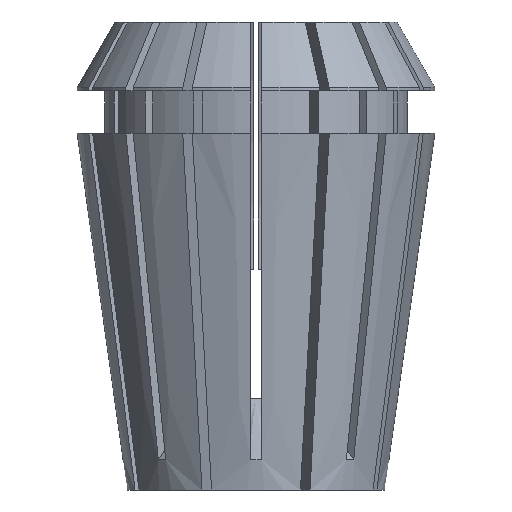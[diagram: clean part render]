
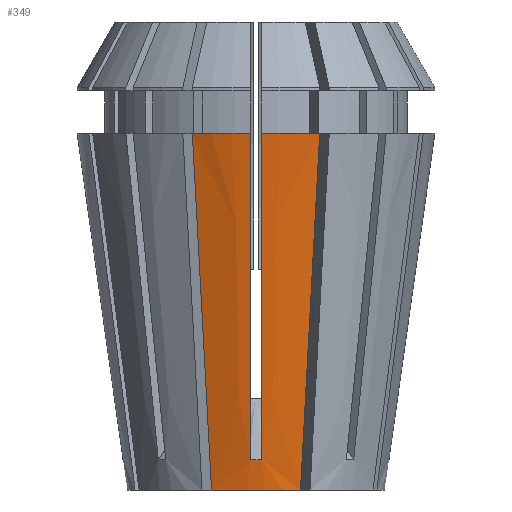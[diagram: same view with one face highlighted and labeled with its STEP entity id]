
A CAD part, left-side view. The second image highlights one B-rep face of the part: STEP entity #349.
In plain terms, the highlighted conical face has half-angle 8 degrees and reference radius 9.36 mm.
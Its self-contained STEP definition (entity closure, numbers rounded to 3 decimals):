
#131 = VERTEX_POINT ( 'NONE', #2933 ) ;
#197 = CARTESIAN_POINT ( 'NONE',  ( -12.995, -0.375, 25.9 ) ) ;
#340 = CARTESIAN_POINT ( 'NONE',  ( 0., 0., 25.9 ) ) ;
#349 = ADVANCED_FACE ( 'NONE', ( #2893 ), #4207, .T. ) ;
#476 = B_SPLINE_CURVE_WITH_KNOTS ( 'NONE', 3,
 ( #2278, #5134, #3461, #6856 ),
 .UNSPECIFIED., .F., .F.,
 ( 4, 4 ),
 ( 0., 0.001 ),
 .UNSPECIFIED. ) ;
#598 = B_SPLINE_CURVE_WITH_KNOTS ( 'NONE', 3,
 ( #6027, #2061, #3173, #874, #2620, #4919, #2716, #2263, #5335, #1341 ),
 .UNSPECIFIED., .F., .F.,
 ( 4, 3, 3, 4 ),
 ( 0.051, 0.057, 0.074, 0.075 ),
 .UNSPECIFIED. ) ;
#629 = CARTESIAN_POINT ( 'NONE',  ( -9.213, -3.41, 3.298 ) ) ;
#739 = CARTESIAN_POINT ( 'NONE',  ( 0., 0., 0. ) ) ;
#800 = AXIS2_PLACEMENT_3D ( 'NONE', #340, #1975, #1426 ) ;
#874 = CARTESIAN_POINT ( 'NONE',  ( -12.215, 0.375, 20.351 ) ) ;
#885 = CARTESIAN_POINT ( 'NONE',  ( -8.927, 3.292, 1.099 ) ) ;
#940 = CARTESIAN_POINT ( 'NONE',  ( -9.213, 3.41, 3.298 ) ) ;
#1004 = CARTESIAN_POINT ( 'NONE',  ( -9.814, -0.375, 3.277 ) ) ;
#1009 = DIRECTION ( 'NONE',  ( 0., 0., -1. ) ) ;
#1036 = CARTESIAN_POINT ( 'NONE',  ( -12.995, -0.375, 25.9 ) ) ;
#1142 = CARTESIAN_POINT ( 'NONE',  ( -12.149, -4.626, 25.9 ) ) ;
#1163 = DIRECTION ( 'NONE',  ( -1., 0., 0. ) ) ;
#1209 = CARTESIAN_POINT ( 'NONE',  ( -8.927, -3.292, 1.099 ) ) ;
#1259 = CARTESIAN_POINT ( 'NONE',  ( -10.192, -3.816, 10.832 ) ) ;
#1341 = CARTESIAN_POINT ( 'NONE',  ( -9.663, 0.375, 2.206 ) ) ;
#1392 = VERTEX_POINT ( 'NONE', #3143 ) ;
#1426 = DIRECTION ( 'NONE',  ( -1., 0., 0. ) ) ;
#1458 = EDGE_CURVE ( 'NONE', #2623, #5292, #5754, .T. ) ;
#1538 = CARTESIAN_POINT ( 'NONE',  ( -12.215, -0.375, 20.351 ) ) ;
#1608 = EDGE_CURVE ( 'NONE', #1955, #131, #1848, .T. ) ;
#1642 = CARTESIAN_POINT ( 'NONE',  ( -11.415, -0.375, 14.66 ) ) ;
#1702 = ORIENTED_EDGE ( 'NONE', *, *, #1608, .T. ) ;
#1743 = CIRCLE ( 'NONE', #7432, 13. ) ;
#1795 = CARTESIAN_POINT ( 'NONE',  ( -9.07, -3.351, 2.199 ) ) ;
#1848 = B_SPLINE_CURVE_WITH_KNOTS ( 'NONE', 3,
 ( #1036, #2253, #6252, #1538, #1642, #4484, #1004, #6733, #2726, #6183 ),
 .UNSPECIFIED., .F., .F.,
 ( 4, 3, 3, 4 ),
 ( 0.051, 0.057, 0.074, 0.075 ),
 .UNSPECIFIED. ) ;
#1865 = DIRECTION ( 'NONE',  ( 1., 0., 0. ) ) ;
#1955 = VERTEX_POINT ( 'NONE', #197 ) ;
#1975 = DIRECTION ( 'NONE',  ( 0., 0., -1. ) ) ;
#2061 = CARTESIAN_POINT ( 'NONE',  ( -12.735, 0.375, 24.05 ) ) ;
#2069 = CARTESIAN_POINT ( 'NONE',  ( -12.149, 4.626, 25.9 ) ) ;
#2186 = EDGE_CURVE ( 'NONE', #4581, #3527, #6518, .T. ) ;
#2250 = DIRECTION ( 'NONE',  ( 0., 0., -1. ) ) ;
#2253 = CARTESIAN_POINT ( 'NONE',  ( -12.735, -0.375, 24.05 ) ) ;
#2263 = CARTESIAN_POINT ( 'NONE',  ( -9.764, 0.375, 2.92 ) ) ;
#2278 = CARTESIAN_POINT ( 'NONE',  ( -9.663, 0.375, 2.206 ) ) ;
#2387 = CIRCLE ( 'NONE', #6646, 9.36 ) ;
#2517 = AXIS2_PLACEMENT_3D ( 'NONE', #739, #7120, #1865 ) ;
#2620 = CARTESIAN_POINT ( 'NONE',  ( -11.415, 0.375, 14.66 ) ) ;
#2623 = VERTEX_POINT ( 'NONE', #2069 ) ;
#2716 = CARTESIAN_POINT ( 'NONE',  ( -9.814, 0.375, 3.277 ) ) ;
#2726 = CARTESIAN_POINT ( 'NONE',  ( -9.713, -0.375, 2.563 ) ) ;
#2752 = DIRECTION ( 'NONE',  ( -1., 0., 0. ) ) ;
#2893 = FACE_OUTER_BOUND ( 'NONE', #3086, .T. ) ;
#2933 = CARTESIAN_POINT ( 'NONE',  ( -9.663, -0.375, 2.206 ) ) ;
#2938 = EDGE_CURVE ( 'NONE', #3527, #5292, #2387, .T. ) ;
#3033 = ORIENTED_EDGE ( 'NONE', *, *, #2938, .F. ) ;
#3086 = EDGE_LOOP ( 'NONE', ( #6535, #4091, #3033, #6458, #3664, #1702, #4104, #3693 ) ) ;
#3143 = CARTESIAN_POINT ( 'NONE',  ( -9.663, 0.375, 2.206 ) ) ;
#3173 = CARTESIAN_POINT ( 'NONE',  ( -12.475, 0.375, 22.201 ) ) ;
#3264 = CARTESIAN_POINT ( 'NONE',  ( -12.149, 4.626, 25.9 ) ) ;
#3315 = CARTESIAN_POINT ( 'NONE',  ( -8.784, -3.233, 0. ) ) ;
#3461 = CARTESIAN_POINT ( 'NONE',  ( -9.672, -0.125, 2.198 ) ) ;
#3527 = VERTEX_POINT ( 'NONE', #3315 ) ;
#3664 = ORIENTED_EDGE ( 'NONE', *, *, #6911, .T. ) ;
#3693 = ORIENTED_EDGE ( 'NONE', *, *, #7211, .F. ) ;
#3884 = EDGE_CURVE ( 'NONE', #4871, #2623, #6558, .T. ) ;
#4091 = ORIENTED_EDGE ( 'NONE', *, *, #1458, .T. ) ;
#4104 = ORIENTED_EDGE ( 'NONE', *, *, #5445, .F. ) ;
#4207 = CONICAL_SURFACE ( 'NONE', #2517, 9.36, 0.14 ) ;
#4484 = CARTESIAN_POINT ( 'NONE',  ( -10.614, -0.375, 8.969 ) ) ;
#4581 = VERTEX_POINT ( 'NONE', #1142 ) ;
#4622 = CARTESIAN_POINT ( 'NONE',  ( 0., 0., 0. ) ) ;
#4860 = CARTESIAN_POINT ( 'NONE',  ( -8.784, 3.233, 0. ) ) ;
#4871 = VERTEX_POINT ( 'NONE', #5142 ) ;
#4873 = CARTESIAN_POINT ( 'NONE',  ( -11.171, 4.221, 18.366 ) ) ;
#4902 = CARTESIAN_POINT ( 'NONE',  ( -10.192, 3.816, 10.832 ) ) ;
#4919 = CARTESIAN_POINT ( 'NONE',  ( -10.614, 0.375, 8.969 ) ) ;
#5134 = CARTESIAN_POINT ( 'NONE',  ( -9.672, 0.125, 2.198 ) ) ;
#5142 = CARTESIAN_POINT ( 'NONE',  ( -12.995, 0.375, 25.9 ) ) ;
#5246 = CARTESIAN_POINT ( 'NONE',  ( -8.784, -3.233, 0. ) ) ;
#5292 = VERTEX_POINT ( 'NONE', #4860 ) ;
#5335 = CARTESIAN_POINT ( 'NONE',  ( -9.713, 0.375, 2.563 ) ) ;
#5445 = EDGE_CURVE ( 'NONE', #1392, #131, #476, .T. ) ;
#5599 = CARTESIAN_POINT ( 'NONE',  ( 0., 0., 25.9 ) ) ;
#5754 = B_SPLINE_CURVE_WITH_KNOTS ( 'NONE', 3,
 ( #3264, #4873, #4902, #940, #6681, #885, #6089 ),
 .UNSPECIFIED., .F., .F.,
 ( 4, 3, 4 ),
 ( 0., 0.023, 0.026 ),
 .UNSPECIFIED. ) ;
#5867 = CARTESIAN_POINT ( 'NONE',  ( -12.149, -4.626, 25.9 ) ) ;
#6027 = CARTESIAN_POINT ( 'NONE',  ( -12.995, 0.375, 25.9 ) ) ;
#6089 = CARTESIAN_POINT ( 'NONE',  ( -8.784, 3.233, 0. ) ) ;
#6183 = CARTESIAN_POINT ( 'NONE',  ( -9.663, -0.375, 2.206 ) ) ;
#6252 = CARTESIAN_POINT ( 'NONE',  ( -12.475, -0.375, 22.201 ) ) ;
#6458 = ORIENTED_EDGE ( 'NONE', *, *, #2186, .F. ) ;
#6518 = B_SPLINE_CURVE_WITH_KNOTS ( 'NONE', 3,
 ( #5867, #7022, #1259, #629, #1795, #1209, #5246 ),
 .UNSPECIFIED., .F., .F.,
 ( 4, 3, 4 ),
 ( 0., 0.023, 0.026 ),
 .UNSPECIFIED. ) ;
#6535 = ORIENTED_EDGE ( 'NONE', *, *, #3884, .T. ) ;
#6558 = CIRCLE ( 'NONE', #800, 13. ) ;
#6646 = AXIS2_PLACEMENT_3D ( 'NONE', #4622, #2250, #1163 ) ;
#6681 = CARTESIAN_POINT ( 'NONE',  ( -9.07, 3.351, 2.199 ) ) ;
#6733 = CARTESIAN_POINT ( 'NONE',  ( -9.764, -0.375, 2.92 ) ) ;
#6856 = CARTESIAN_POINT ( 'NONE',  ( -9.663, -0.375, 2.206 ) ) ;
#6911 = EDGE_CURVE ( 'NONE', #4581, #1955, #1743, .T. ) ;
#7022 = CARTESIAN_POINT ( 'NONE',  ( -11.171, -4.221, 18.366 ) ) ;
#7120 = DIRECTION ( 'NONE',  ( 0., 0., 1. ) ) ;
#7211 = EDGE_CURVE ( 'NONE', #4871, #1392, #598, .T. ) ;
#7432 = AXIS2_PLACEMENT_3D ( 'NONE', #5599, #1009, #2752 ) ;
